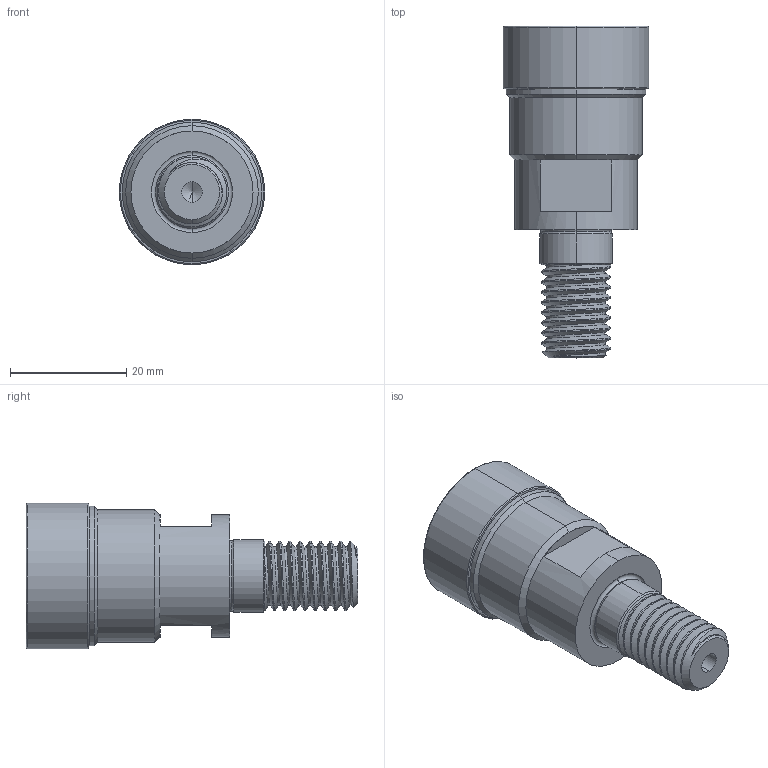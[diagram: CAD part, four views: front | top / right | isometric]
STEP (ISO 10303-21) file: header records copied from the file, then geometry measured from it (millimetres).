
FILE_DESCRIPTION (( 'STEP AP214' ), '1' );
FILE_NAME ('740 MO D25-3.step', '2020-05-28T14:04:57', ( '' ), ( '' ), 'SwSTEP 2.0', 'SolidWorks 2016', '' );
FILE_SCHEMA (( 'AUTOMOTIVE_DESIGN' ));
Length unit declared in the file: millimetre
Products named in the file (1): 740 MO D25-3
Bounding box: 25 x 57 x 25 mm (x, y, z)
Volume: 15900.6 mm3; surface area: 4938.2 mm2
Topology: 1 solids, 1 shells, 70 faces, 169 edges, 101 vertices
Faces by surface type: cylinder 33, cone 15, plane 10, torus 8, bspline 4
Entity records: 4388 total; most frequent: CARTESIAN_POINT 2835, ORIENTED_EDGE 334, DIRECTION 316, EDGE_CURVE 167, AXIS2_PLACEMENT_3D 127, VERTEX_POINT 101, EDGE_LOOP 72, FACE_OUTER_BOUND 70
